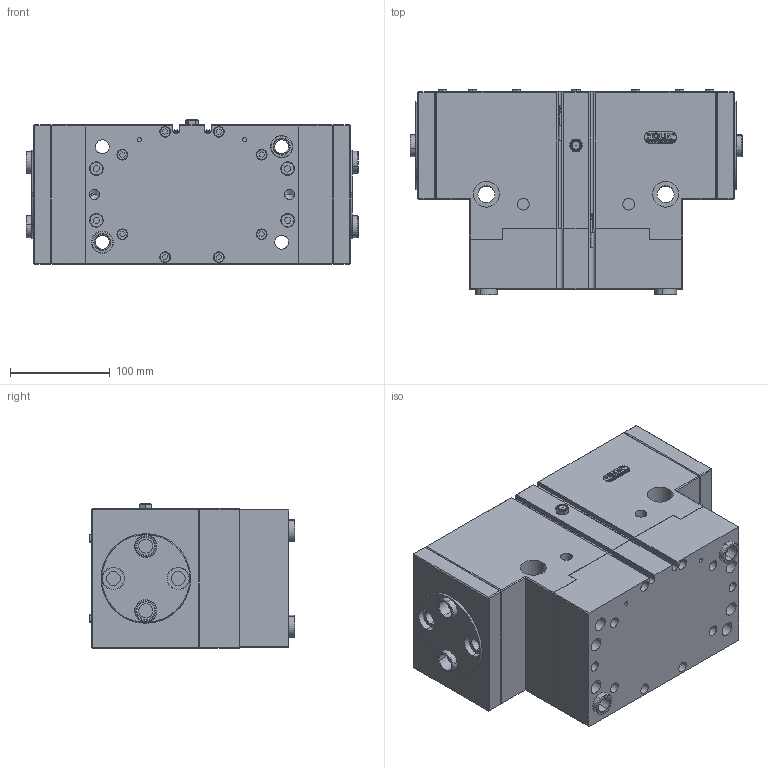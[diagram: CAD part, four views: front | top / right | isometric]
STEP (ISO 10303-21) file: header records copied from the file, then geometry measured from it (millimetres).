
FILE_DESCRIPTION (( 'STEP AP203' ), '1' );
FILE_NAME ('TRF136-NO.STEP', '2026-04-11T07:24:52', ( 'USER-' ), ( 'Microsoft' ), 'SwSTEP 2.0', 'SolidWorks 2018', '' );
FILE_SCHEMA (( 'CONFIG_CONTROL_DESIGN' ));
Length unit declared in the file: millimetre
Products named in the file (28): 内六角圆柱头螺钉[GBT70_1-2008][M5×10]; TRF136-01 忒硌薊极-1; TRF136-M-01 喘倛褲极-1; 22x12杶种-1; FR136-320-M-22B 晊扥极-1; FR136-320-NO; ﾏ擎ﾗ22｡ﾁ18｡ﾁ12; TRF136-NO; 内六角圆柱头螺钉[GBT70_1-2008][M6×50]-1; TRF136-02 耜猾极-1; 内六角圆柱头螺钉[GBT70_1-2008][M8×40]-1; 棠羲換覜ん-1; 32x12-R6-1; BSLM01-1-1; TRF136-04 奻葡裔啣
Assembly tree (44 placements, depth 3):
  TRF136-NO
    TRF136-M-01 喘倛褲极-1
    TRF136-02 耜猾极-1  x2
    TRF136-01 忒硌薊极-1  x2
    TRF136-04 奻葡裔啣
    内六角圆柱头螺钉[GBT70_1-2008][M5×10]
    内六角圆柱头螺钉[GBT70_1-2008][M5×10]
    内六角圆柱头螺钉[GBT70_1-2008][M5×10]
    内六角圆柱头螺钉[GBT70_1-2008][M5×10]
    内六角圆柱头螺钉[GBT70_1-2008][M5×10]
    内六角圆柱头螺钉[GBT70_1-2008][M5×10]
    内六角圆柱头螺钉[GBT70_1-2008][M5×10]
    内六角圆柱头螺钉[GBT70_1-2008][M5×10]
    内六角圆柱头螺钉[GBT70_1-2008][M5×10]
    内六角圆柱头螺钉[GBT70_1-2008][M5×10]
    内六角圆柱头螺钉[GBT70_1-2008][M5×10]
    内六角圆柱头螺钉[GBT70_1-2008][M5×10]
    内六角圆柱头螺钉[GBT70_1-2008][M5×10]
    内六角圆柱头螺钉[GBT70_1-2008][M5×10]
    ﾏ擎ﾗ22｡ﾁ18｡ﾁ12  x4
    棠羲換覜ん-1  x2
    BSLM01-1-1
    32x12-R6-1
    FR136-320-NO
      22x12杶种-1  x2
      FR136-320-M-22B 晊扥极-1
      内六角圆柱头螺钉[GBT70_1-2008][M8×40]-1  x4
      内六角圆柱头螺钉[GBT70_1-2008][M6×50]-1  x8
Bounding box: 333.5 x 206.75 x 145 mm (x, y, z)
Volume: 6177392.3 mm3; surface area: 649456.4 mm2
Topology: 43 solids, 44 shells, 1771 faces, 4325 edges, 2721 vertices
Faces by surface type: plane 749, cylinder 519, cone 241, bspline 154, torus 106, sphere 2
Entity records: 51941 total; most frequent: CARTESIAN_POINT 14575, ORIENTED_EDGE 7024, DIRECTION 6897, EDGE_CURVE 3512, AXIS2_PLACEMENT_3D 2415, VERTEX_POINT 2273, VECTOR 2067, LINE 2067
